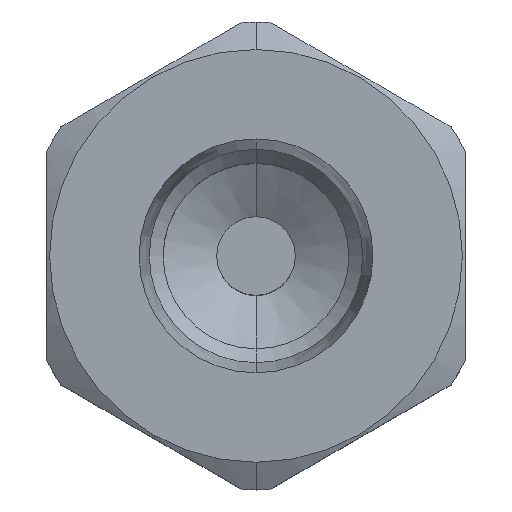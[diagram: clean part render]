
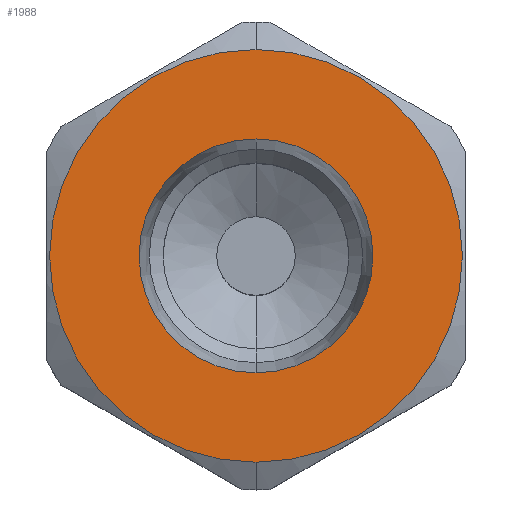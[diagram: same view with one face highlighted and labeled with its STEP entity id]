
A CAD part, top view. The second image highlights one B-rep face of the part: STEP entity #1988.
In plain terms, the highlighted planar face has unit normal (0, 0, 1).
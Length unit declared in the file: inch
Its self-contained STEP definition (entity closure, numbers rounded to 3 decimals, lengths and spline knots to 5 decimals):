
#145=CARTESIAN_POINT('',(0.,0.,0.451));
#146=DIRECTION('',(0.,0.,1.));
#147=DIRECTION('',(0.,-1.,0.));
#148=AXIS2_PLACEMENT_3D('',#145,#146,#147);
#150=CARTESIAN_POINT('',(0.,0.,0.451));
#151=DIRECTION('',(0.,0.,1.));
#152=DIRECTION('',(0.,1.,0.));
#153=AXIS2_PLACEMENT_3D('',#150,#151,#152);
#155=CARTESIAN_POINT('',(0.,0.,0.451));
#156=DIRECTION('',(0.,0.,1.));
#157=DIRECTION('',(0.,-1.,0.));
#158=AXIS2_PLACEMENT_3D('',#155,#156,#157);
#160=CARTESIAN_POINT('',(0.,0.,0.451));
#161=DIRECTION('',(0.,0.,1.));
#162=DIRECTION('',(0.,1.,0.));
#163=AXIS2_PLACEMENT_3D('',#160,#161,#162);
#1503=CARTESIAN_POINT('',(0.,-0.4315,0.451));
#1504=CARTESIAN_POINT('',(0.,0.4315,0.451));
#1505=VERTEX_POINT('',#1503);
#1506=VERTEX_POINT('',#1504);
#1567=CARTESIAN_POINT('',(0.,-0.2445,0.451));
#1568=CARTESIAN_POINT('',(0.,0.2445,0.451));
#1569=VERTEX_POINT('',#1567);
#1570=VERTEX_POINT('',#1568);
#1972=CARTESIAN_POINT('',(0.,0.,0.451));
#1973=DIRECTION('',(0.,0.,1.));
#1974=DIRECTION('',(0.,1.,0.));
#1975=AXIS2_PLACEMENT_3D('',#1972,#1973,#1974);
#1976=PLANE('',#1975);
#1977=ORIENTED_EDGE('',*,*,#1943,.F.);
#1979=ORIENTED_EDGE('',*,*,#1978,.F.);
#1980=EDGE_LOOP('',(#1977,#1979));
#1981=FACE_OUTER_BOUND('',#1980,.F.);
#1983=ORIENTED_EDGE('',*,*,#1982,.T.);
#1985=ORIENTED_EDGE('',*,*,#1984,.T.);
#1986=EDGE_LOOP('',(#1983,#1985));
#1987=FACE_BOUND('',#1986,.F.);
#149=CIRCLE('',#148,0.4315);
#154=CIRCLE('',#153,0.4315);
#159=CIRCLE('',#158,0.2445);
#164=CIRCLE('',#163,0.2445);
#1943=EDGE_CURVE('',#1505,#1506,#149,.T.);
#1978=EDGE_CURVE('',#1506,#1505,#154,.T.);
#1982=EDGE_CURVE('',#1569,#1570,#159,.T.);
#1984=EDGE_CURVE('',#1570,#1569,#164,.T.);
#1988=ADVANCED_FACE('',(#1981,#1987),#1976,.T.);
